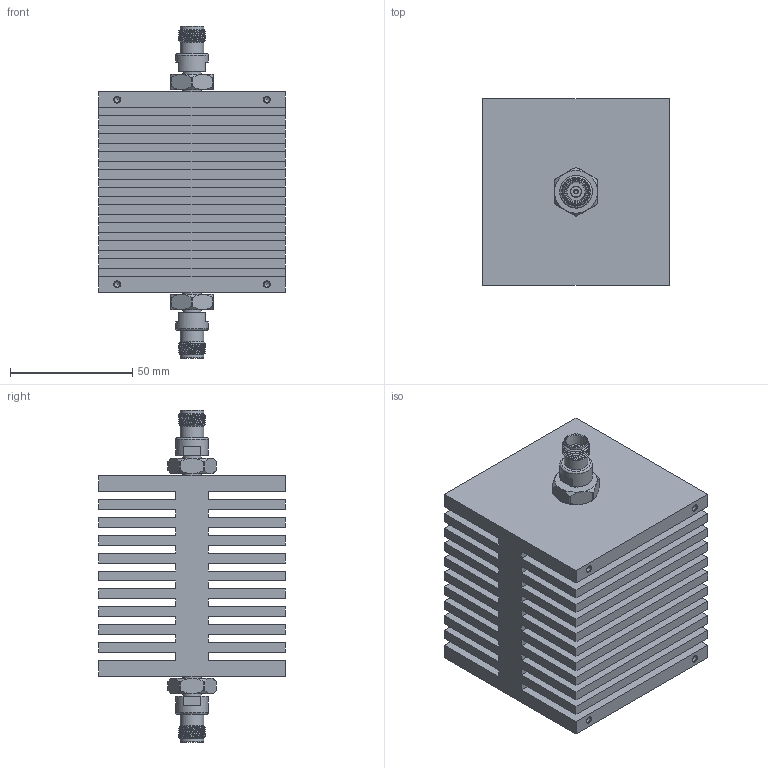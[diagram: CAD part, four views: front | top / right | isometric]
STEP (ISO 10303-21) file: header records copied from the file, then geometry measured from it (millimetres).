
FILE_DESCRIPTION (( 'STEP AP203' ), '1' );
FILE_NAME ('PE7351-20_3D.step', '2021-04-13T16:57:01', ( '' ), ( '' ), 'SwSTEP 2.0', 'SolidWorks 2020', '' );
FILE_SCHEMA (( 'CONFIG_CONTROL_DESIGN' ));
Length unit declared in the file: inch
Products named in the file (1): PE7351-20_3D
Bounding box: 76.2 x 76.2 x 135.64 mm (x, y, z)
Volume: 324368.9 mm3; surface area: 132727.6 mm2
Topology: 1 solids, 1 shells, 286 faces, 730 edges, 470 vertices
Faces by surface type: plane 178, cone 54, cylinder 46, bspline 6, torus 2
Full cylindrical faces by diameter (mm): 1.346 x2, 1.854 x2, 2.261 x4, 2.845 x4, 4.572 x2, 7.5 x2, 7.62 x2, 9.652 x4, 13.335 x2
Entity records: 11589 total; most frequent: CARTESIAN_POINT 5103, ORIENTED_EDGE 1316, DIRECTION 1270, EDGE_CURVE 658, AXIS2_PLACEMENT_3D 449, VERTEX_POINT 442, LINE 372, VECTOR 372
